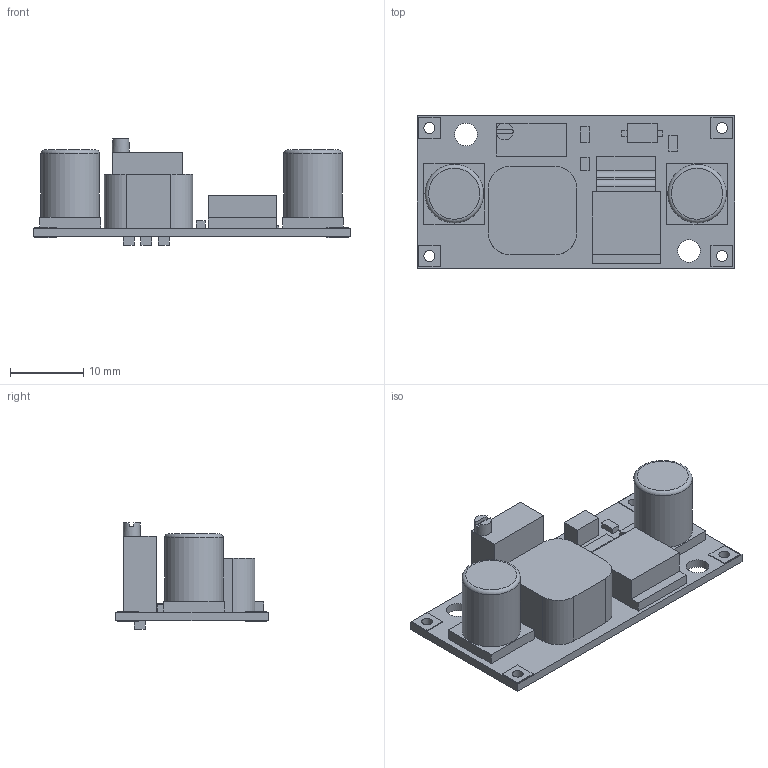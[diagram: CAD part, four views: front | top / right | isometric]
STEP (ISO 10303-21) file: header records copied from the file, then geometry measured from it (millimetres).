
FILE_DESCRIPTION(/* description */ (''),/* implementation_level */ '2;1');
FILE_NAME(/* name */ 'XL6009-boost-module.step',/* time_stamp */ '2023-09-21T16:05:03-07:00',/* author */ (''),/* organization */ (''),/* preprocessor_version */ 'ST-DEVELOPER v20',/* originating_system */ 'Autodesk Translation Framework v12.9.0.99',/* authorisation */ '');
FILE_SCHEMA (('AUTOMOTIVE_DESIGN { 1 0 10303 214 3 1 1 }'));
Length unit declared in the file: millimetre
Products named in the file (1): stepup CN6009
Bounding box: 43.4 x 20.8 x 14.5 mm (x, y, z)
Volume: 4173.6 mm3; surface area: 3407.3 mm2
Topology: 1 solids, 1 shells, 147 faces, 367 edges, 244 vertices
Faces by surface type: plane 130, cylinder 15, torus 2
Full cylindrical faces by diameter (mm): 1.5 x4, 2.3 x1, 3.1 x2, 8 x2
Entity records: 4580 total; most frequent: CARTESIAN_POINT 759, ORIENTED_EDGE 734, DIRECTION 705, EDGE_CURVE 367, LINE 325, VECTOR 325, VERTEX_POINT 244, AXIS2_PLACEMENT_3D 190
